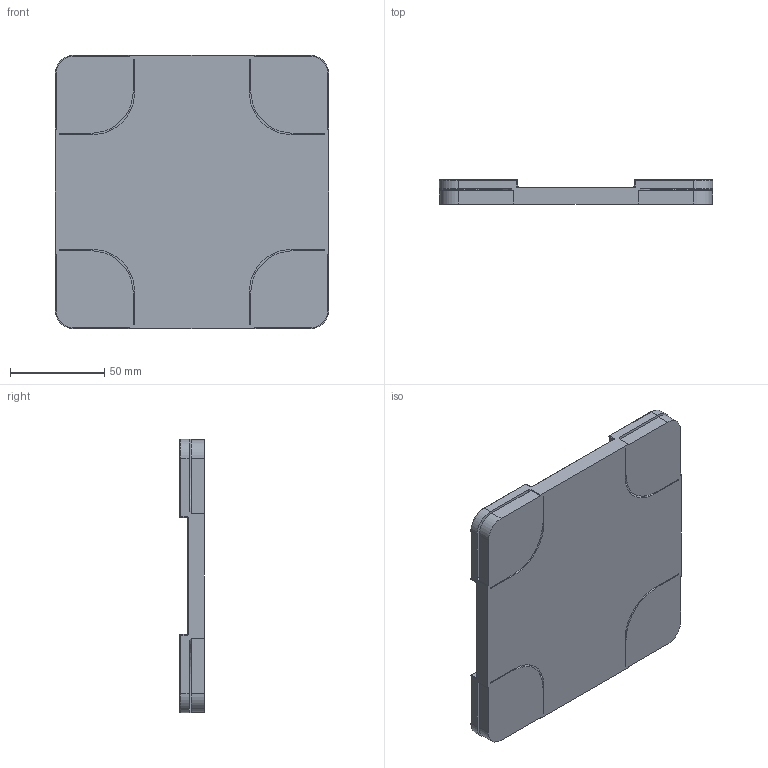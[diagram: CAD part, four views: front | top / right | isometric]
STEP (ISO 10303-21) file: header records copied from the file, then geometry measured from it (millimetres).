
FILE_DESCRIPTION (( 'STEP AP214' ), '1' );
FILE_NAME ('す醱菁釱-褫俋楷.STEP', '2023-04-21T02:01:18', ( '' ), ( '' ), 'SwSTEP 2.0', 'SolidWorks 2018', '' );
FILE_SCHEMA (( 'AUTOMOTIVE_DESIGN' ));
Length unit declared in the file: millimetre
Products named in the file (1): す醱菁釱-褫俋楷
Bounding box: 145 x 13 x 145 mm (x, y, z)
Volume: 183758.6 mm3; surface area: 69491.7 mm2
Topology: 1 solids, 5 shells, 743 faces, 1834 edges, 1188 vertices
Faces by surface type: plane 352, cylinder 194, bspline 111, cone 50, torus 28, sphere 8
Entity records: 22928 total; most frequent: CARTESIAN_POINT 5561, ORIENTED_EDGE 3652, DIRECTION 3410, EDGE_CURVE 1826, VERTEX_POINT 1188, AXIS2_PLACEMENT_3D 1173, VECTOR 1064, LINE 1064
